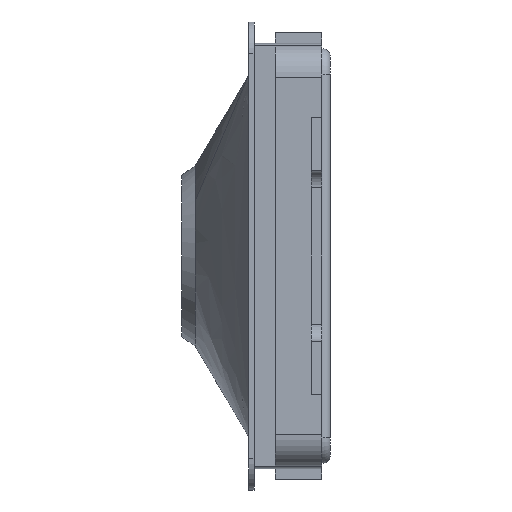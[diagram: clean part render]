
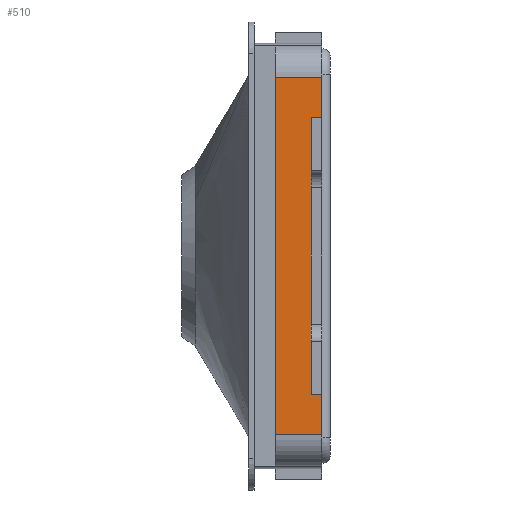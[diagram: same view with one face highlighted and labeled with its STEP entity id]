
A CAD part, left-side view. The second image highlights one B-rep face of the part: STEP entity #510.
In plain terms, the highlighted planar face has unit normal (-1, 0, 0).
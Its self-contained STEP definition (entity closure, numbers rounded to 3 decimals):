
#109 = VERTEX_POINT ( 'NONE', #1506 ) ;
#193 = VERTEX_POINT ( 'NONE', #941 ) ;
#258 = CARTESIAN_POINT ( 'NONE',  ( -1.5, 0.26, 0.84 ) ) ;
#377 = DIRECTION ( 'NONE',  ( 0., 0., 1. ) ) ;
#400 = LINE ( 'NONE', #1541, #2074 ) ;
#441 = EDGE_CURVE ( 'NONE', #2370, #1118, #602, .T. ) ;
#493 = LINE ( 'NONE', #528, #2226 ) ;
#510 = ADVANCED_FACE ( 'NONE', ( #1682 ), #3196, .T. ) ;
#528 = CARTESIAN_POINT ( 'NONE',  ( -1.5, 0.26, 0.84 ) ) ;
#602 = LINE ( 'NONE', #1093, #2846 ) ;
#641 = DIRECTION ( 'NONE',  ( 0., 0., -1. ) ) ;
#675 = VECTOR ( 'NONE', #2395, 1000. ) ;
#780 = VECTOR ( 'NONE', #3007, 1000. ) ;
#800 = VERTEX_POINT ( 'NONE', #1085 ) ;
#854 = DIRECTION ( 'NONE',  ( 0., -1., 0. ) ) ;
#905 = LINE ( 'NONE', #1238, #675 ) ;
#941 = CARTESIAN_POINT ( 'NONE',  ( -1.5, 0.04, 0.65 ) ) ;
#1005 = CARTESIAN_POINT ( 'NONE',  ( -1.5, 0.04, 0.84 ) ) ;
#1085 = CARTESIAN_POINT ( 'NONE',  ( -1.5, 0.04, -0.65 ) ) ;
#1093 = CARTESIAN_POINT ( 'NONE',  ( -1.5, 0.26, -0.84 ) ) ;
#1112 = ORIENTED_EDGE ( 'NONE', *, *, #1428, .F. ) ;
#1118 = VERTEX_POINT ( 'NONE', #1232 ) ;
#1139 = LINE ( 'NONE', #2001, #3371 ) ;
#1172 = EDGE_LOOP ( 'NONE', ( #1112, #3361, #3119, #1825, #1922, #2701, #1914, #3741 ) ) ;
#1232 = CARTESIAN_POINT ( 'NONE',  ( -1.5, 0.04, -0.84 ) ) ;
#1238 = CARTESIAN_POINT ( 'NONE',  ( -1.5, 0.26, -0.65 ) ) ;
#1268 = VECTOR ( 'NONE', #641, 1000. ) ;
#1400 = EDGE_CURVE ( 'NONE', #3292, #193, #1680, .T. ) ;
#1428 = EDGE_CURVE ( 'NONE', #193, #3431, #3152, .T. ) ;
#1506 = CARTESIAN_POINT ( 'NONE',  ( -1.5, 0.09, -0.65 ) ) ;
#1541 = CARTESIAN_POINT ( 'NONE',  ( -1.5, 0.09, 0.84 ) ) ;
#1579 = DIRECTION ( 'NONE',  ( 0., 1., 0. ) ) ;
#1640 = DIRECTION ( 'NONE',  ( 0., -1., 0. ) ) ;
#1680 = LINE ( 'NONE', #1005, #780 ) ;
#1682 = FACE_OUTER_BOUND ( 'NONE', #1172, .T. ) ;
#1744 = AXIS2_PLACEMENT_3D ( 'NONE', #258, #2272, #3171 ) ;
#1825 = ORIENTED_EDGE ( 'NONE', *, *, #2458, .T. ) ;
#1914 = ORIENTED_EDGE ( 'NONE', *, *, #2036, .F. ) ;
#1922 = ORIENTED_EDGE ( 'NONE', *, *, #441, .T. ) ;
#2001 = CARTESIAN_POINT ( 'NONE',  ( -1.5, 0.26, 0.84 ) ) ;
#2036 = EDGE_CURVE ( 'NONE', #109, #800, #905, .T. ) ;
#2074 = VECTOR ( 'NONE', #377, 1000. ) ;
#2084 = VECTOR ( 'NONE', #1579, 1000. ) ;
#2087 = EDGE_CURVE ( 'NONE', #800, #1118, #2444, .T. ) ;
#2226 = VECTOR ( 'NONE', #3435, 1000. ) ;
#2256 = CARTESIAN_POINT ( 'NONE',  ( -1.5, 0.26, -0.84 ) ) ;
#2272 = DIRECTION ( 'NONE',  ( -1., 0., 0. ) ) ;
#2370 = VERTEX_POINT ( 'NONE', #2256 ) ;
#2373 = CARTESIAN_POINT ( 'NONE',  ( -1.5, 0.04, 0.84 ) ) ;
#2395 = DIRECTION ( 'NONE',  ( 0., -1., 0. ) ) ;
#2444 = LINE ( 'NONE', #2373, #1268 ) ;
#2458 = EDGE_CURVE ( 'NONE', #2940, #2370, #493, .T. ) ;
#2673 = CARTESIAN_POINT ( 'NONE',  ( -1.5, 0.26, 0.84 ) ) ;
#2701 = ORIENTED_EDGE ( 'NONE', *, *, #2087, .F. ) ;
#2721 = CARTESIAN_POINT ( 'NONE',  ( -1.5, 0.09, 0.65 ) ) ;
#2846 = VECTOR ( 'NONE', #1640, 1000. ) ;
#2888 = EDGE_CURVE ( 'NONE', #2940, #3292, #1139, .T. ) ;
#2940 = VERTEX_POINT ( 'NONE', #2673 ) ;
#2973 = EDGE_CURVE ( 'NONE', #109, #3431, #400, .T. ) ;
#3007 = DIRECTION ( 'NONE',  ( 0., 0., -1. ) ) ;
#3050 = CARTESIAN_POINT ( 'NONE',  ( -1.5, 0.26, 0.65 ) ) ;
#3119 = ORIENTED_EDGE ( 'NONE', *, *, #2888, .F. ) ;
#3152 = LINE ( 'NONE', #3050, #2084 ) ;
#3171 = DIRECTION ( 'NONE',  ( 0., 0., 1. ) ) ;
#3196 = PLANE ( 'NONE',  #1744 ) ;
#3292 = VERTEX_POINT ( 'NONE', #3785 ) ;
#3361 = ORIENTED_EDGE ( 'NONE', *, *, #1400, .F. ) ;
#3371 = VECTOR ( 'NONE', #854, 1000. ) ;
#3431 = VERTEX_POINT ( 'NONE', #2721 ) ;
#3435 = DIRECTION ( 'NONE',  ( 0., 0., -1. ) ) ;
#3741 = ORIENTED_EDGE ( 'NONE', *, *, #2973, .T. ) ;
#3785 = CARTESIAN_POINT ( 'NONE',  ( -1.5, 0.04, 0.84 ) ) ;
